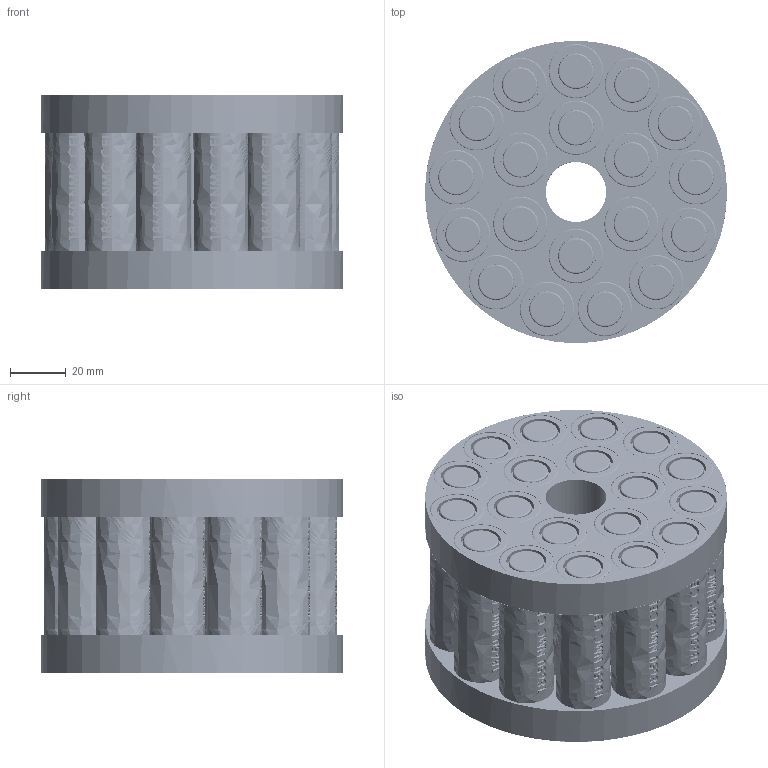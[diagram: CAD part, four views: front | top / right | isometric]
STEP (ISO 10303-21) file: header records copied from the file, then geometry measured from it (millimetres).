
FILE_DESCRIPTION(('FreeCAD Model'),'2;1');
FILE_NAME('Open CASCADE Shape Model','2025-05-02T16:48:16',('FreeCAD'),( 'FreeCAD'),'Open CASCADE STEP processor 7.6','FreeCAD','Unknown');
FILE_SCHEMA(('AUTOMOTIVE_DESIGN { 1 0 10303 214 1 1 1 1 }'));
Products named in the file (1): Open CASCADE STEP translator 7.6 1
Bounding box: 108.37 x 108.37 x 69.36 mm (x, y, z)
Surface area: 166079.9 mm2 (no closed solid volume)
Topology: 0 solids, 3299 shells, 3299 faces, 49778 edges, 49778 vertices
Faces by surface type: bspline 3299
Entity records: 511363 total; most frequent: CARTESIAN_POINT 294833, ORIENTED_EDGE 49778, EDGE_CURVE 49778, VERTEX_POINT 49778, B_SPLINE_CURVE_WITH_KNOTS 47558, FACE_BOUND 3512, EDGE_LOOP 3512, SHELL_BASED_SURFACE_MODEL 3299
